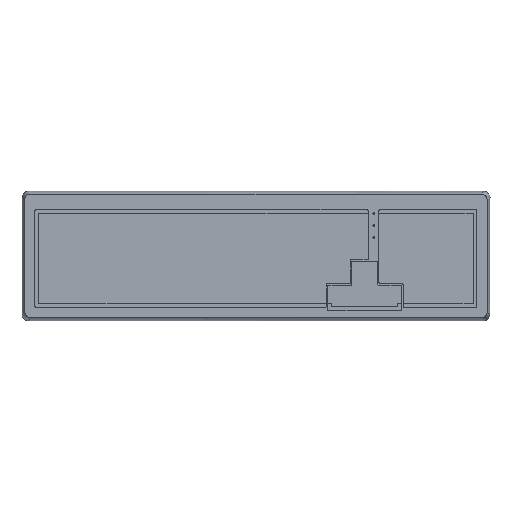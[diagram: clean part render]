
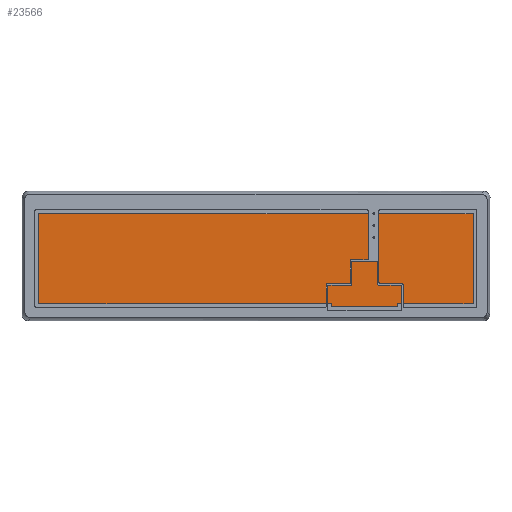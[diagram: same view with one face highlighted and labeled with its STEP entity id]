
A CAD part, top view. The second image highlights one B-rep face of the part: STEP entity #23566.
In plain terms, the highlighted planar face has unit normal (0, 0, 1).
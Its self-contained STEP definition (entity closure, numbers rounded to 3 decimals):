
#1750=PLANE('',#25217);
#2616=FACE_OUTER_BOUND('',#3943,.T.);
#3943=EDGE_LOOP('',(#18826,#18827,#18828,#18829,#18830,#18831,#18832,#18833));
#5946=LINE('',#34408,#8274);
#5956=LINE('',#34436,#8284);
#5959=LINE('',#34444,#8287);
#5961=LINE('',#34450,#8289);
#8274=VECTOR('',#28764,10.);
#8284=VECTOR('',#28788,10.);
#8287=VECTOR('',#28797,10.);
#8289=VECTOR('',#28805,10.);
#9716=CIRCLE('',#25198,5.);
#9720=CIRCLE('',#25205,5.);
#9721=CIRCLE('',#25208,5.);
#9722=CIRCLE('',#25211,5.);
#10868=VERTEX_POINT('',#34398);
#10869=VERTEX_POINT('',#34400);
#10871=VERTEX_POINT('',#34406);
#10881=VERTEX_POINT('',#34430);
#10882=VERTEX_POINT('',#34434);
#10883=VERTEX_POINT('',#34438);
#10884=VERTEX_POINT('',#34442);
#10885=VERTEX_POINT('',#34446);
#13714=EDGE_CURVE('',#10868,#10869,#9716,.T.);
#13718=EDGE_CURVE('',#10868,#10871,#5946,.T.);
#13730=EDGE_CURVE('',#10881,#10871,#9720,.T.);
#13732=EDGE_CURVE('',#10881,#10882,#5956,.T.);
#13734=EDGE_CURVE('',#10883,#10882,#9721,.T.);
#13736=EDGE_CURVE('',#10883,#10884,#5959,.T.);
#13738=EDGE_CURVE('',#10885,#10884,#9722,.T.);
#13739=EDGE_CURVE('',#10885,#10869,#5961,.T.);
#18826=ORIENTED_EDGE('',*,*,#13714,.F.);
#18827=ORIENTED_EDGE('',*,*,#13718,.T.);
#18828=ORIENTED_EDGE('',*,*,#13730,.F.);
#18829=ORIENTED_EDGE('',*,*,#13732,.T.);
#18830=ORIENTED_EDGE('',*,*,#13734,.F.);
#18831=ORIENTED_EDGE('',*,*,#13736,.T.);
#18832=ORIENTED_EDGE('',*,*,#13738,.F.);
#18833=ORIENTED_EDGE('',*,*,#13739,.T.);
#23566=ADVANCED_FACE('',(#2616),#1750,.T.);
#25198=AXIS2_PLACEMENT_3D('',#34401,#28757,#28758);
#25205=AXIS2_PLACEMENT_3D('',#34432,#28783,#28784);
#25208=AXIS2_PLACEMENT_3D('',#34440,#28792,#28793);
#25211=AXIS2_PLACEMENT_3D('',#34448,#28801,#28802);
#25217=AXIS2_PLACEMENT_3D('',#34467,#28822,#28823);
#28757=DIRECTION('center_axis',(0.,0.,-1.));
#28758=DIRECTION('ref_axis',(-0.707,0.707,0.));
#28764=DIRECTION('',(0.,-1.,0.));
#28783=DIRECTION('center_axis',(0.,0.,-1.));
#28784=DIRECTION('ref_axis',(-0.707,-0.707,0.));
#28788=DIRECTION('',(1.,0.,0.));
#28792=DIRECTION('center_axis',(0.,0.,-1.));
#28793=DIRECTION('ref_axis',(0.707,-0.707,0.));
#28797=DIRECTION('',(0.,1.,0.));
#28801=DIRECTION('center_axis',(0.,0.,-1.));
#28802=DIRECTION('ref_axis',(0.707,0.707,0.));
#28805=DIRECTION('',(-1.,0.,0.));
#28822=DIRECTION('center_axis',(0.,0.,1.));
#28823=DIRECTION('ref_axis',(1.,0.,0.));
#34398=CARTESIAN_POINT('',(13.333,-12.571,-3.4));
#34400=CARTESIAN_POINT('',(18.333,-7.571,-3.4));
#34401=CARTESIAN_POINT('Origin',(18.333,-12.571,-3.4));
#34406=CARTESIAN_POINT('',(13.333,-85.971,-3.4));
#34408=CARTESIAN_POINT('',(13.333,-7.571,-3.4));
#34430=CARTESIAN_POINT('',(18.333,-90.971,-3.4));
#34432=CARTESIAN_POINT('Origin',(18.333,-85.971,-3.4));
#34434=CARTESIAN_POINT('',(358.333,-90.971,-3.4));
#34436=CARTESIAN_POINT('',(13.333,-90.971,-3.4));
#34438=CARTESIAN_POINT('',(363.333,-85.971,-3.4));
#34440=CARTESIAN_POINT('Origin',(358.333,-85.971,-3.4));
#34442=CARTESIAN_POINT('',(363.333,-12.571,-3.4));
#34444=CARTESIAN_POINT('',(363.333,-90.971,-3.4));
#34446=CARTESIAN_POINT('',(358.333,-7.571,-3.4));
#34448=CARTESIAN_POINT('Origin',(358.333,-12.571,-3.4));
#34450=CARTESIAN_POINT('',(363.333,-7.571,-3.4));
#34467=CARTESIAN_POINT('Origin',(188.333,-49.271,-3.4));
